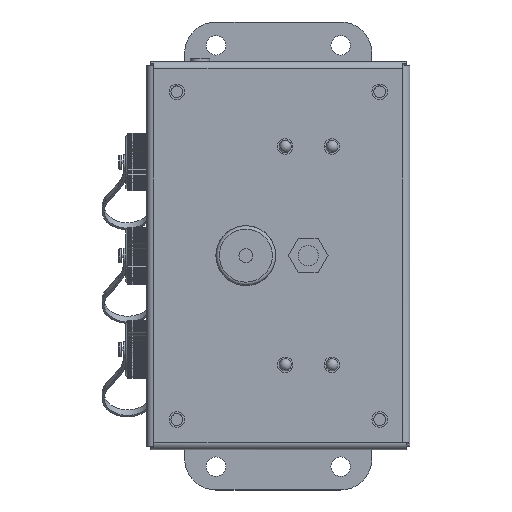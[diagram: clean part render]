
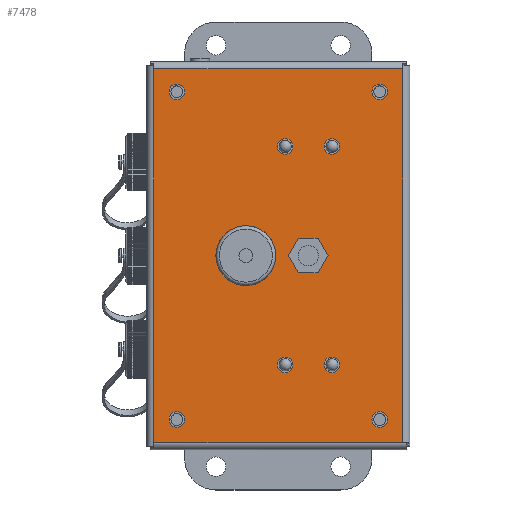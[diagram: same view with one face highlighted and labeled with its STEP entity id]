
A CAD part, top view. The second image highlights one B-rep face of the part: STEP entity #7478.
In plain terms, the highlighted planar face has unit normal (0, 0, 1).
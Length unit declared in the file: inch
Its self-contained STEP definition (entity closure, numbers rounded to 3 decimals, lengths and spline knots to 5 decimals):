
#6248=CARTESIAN_POINT('',(2.785,3.055,-2.49197));
#6249=VERTEX_POINT('',#6248);
#6250=CARTESIAN_POINT('',(2.535,3.055,-2.49197));
#6251=DIRECTION('',(0.0,0.0,-1.0));
#6252=DIRECTION('',(-1.0,0.0,0.0));
#6253=AXIS2_PLACEMENT_3D('',#6250,#6251,#6252);
#6254=CIRCLE('',#6253,0.25);
#6255=EDGE_CURVE('',#6249,#6249,#6254,.T.);
#6276=CARTESIAN_POINT('',(3.04,1.305,-2.49197));
#6277=VERTEX_POINT('',#6276);
#6278=CARTESIAN_POINT('',(2.915,1.305,-2.49197));
#6279=DIRECTION('',(0.0,0.0,-1.0));
#6280=DIRECTION('',(-1.0,0.0,0.0));
#6281=AXIS2_PLACEMENT_3D('',#6278,#6279,#6280);
#6282=CIRCLE('',#6281,0.125);
#6283=EDGE_CURVE('',#6277,#6277,#6282,.T.);
#6304=CARTESIAN_POINT('',(3.04,4.805,-2.49197));
#6305=VERTEX_POINT('',#6304);
#6306=CARTESIAN_POINT('',(2.915,4.805,-2.49197));
#6307=DIRECTION('',(0.0,0.0,-1.0));
#6308=DIRECTION('',(-1.0,0.0,0.0));
#6309=AXIS2_PLACEMENT_3D('',#6306,#6307,#6308);
#6310=CIRCLE('',#6309,0.125);
#6311=EDGE_CURVE('',#6305,#6305,#6310,.T.);
#6332=CARTESIAN_POINT('',(2.29,4.805,-2.49197));
#6333=VERTEX_POINT('',#6332);
#6334=CARTESIAN_POINT('',(2.165,4.805,-2.49197));
#6335=DIRECTION('',(0.0,0.0,-1.0));
#6336=DIRECTION('',(-1.0,0.0,0.0));
#6337=AXIS2_PLACEMENT_3D('',#6334,#6335,#6336);
#6338=CIRCLE('',#6337,0.125);
#6339=EDGE_CURVE('',#6333,#6333,#6338,.T.);
#6360=CARTESIAN_POINT('',(2.29,1.305,-2.49197));
#6361=VERTEX_POINT('',#6360);
#6362=CARTESIAN_POINT('',(2.165,1.305,-2.49197));
#6363=DIRECTION('',(0.0,0.0,-1.0));
#6364=DIRECTION('',(-1.0,0.0,0.0));
#6365=AXIS2_PLACEMENT_3D('',#6362,#6363,#6364);
#6366=CIRCLE('',#6365,0.125);
#6367=EDGE_CURVE('',#6361,#6361,#6366,.T.);
#6388=CARTESIAN_POINT('',(2.015,3.055,-2.49197));
#6389=VERTEX_POINT('',#6388);
#6390=CARTESIAN_POINT('',(1.535,3.055,-2.49197));
#6391=DIRECTION('',(0.0,0.0,-1.0));
#6392=DIRECTION('',(-1.0,0.0,0.0));
#6393=AXIS2_PLACEMENT_3D('',#6390,#6391,#6392);
#6394=CIRCLE('',#6393,0.48);
#6395=EDGE_CURVE('',#6389,#6389,#6394,.T.);
#6416=CARTESIAN_POINT('',(0.5545,0.4295,-2.49197));
#6417=VERTEX_POINT('',#6416);
#6418=CARTESIAN_POINT('',(0.4295,0.4295,-2.49197));
#6419=DIRECTION('',(0.0,0.0,-1.0));
#6420=DIRECTION('',(1.0,0.,0.0));
#6421=AXIS2_PLACEMENT_3D('',#6418,#6419,#6420);
#6422=CIRCLE('',#6421,0.125);
#6423=EDGE_CURVE('',#6417,#6417,#6422,.T.);
#6444=CARTESIAN_POINT('',(3.8055,0.4295,-2.49197));
#6445=VERTEX_POINT('',#6444);
#6446=CARTESIAN_POINT('',(3.6805,0.4295,-2.49197));
#6447=DIRECTION('',(0.0,0.0,-1.0));
#6448=DIRECTION('',(1.0,0.,0.0));
#6449=AXIS2_PLACEMENT_3D('',#6446,#6447,#6448);
#6450=CIRCLE('',#6449,0.125);
#6451=EDGE_CURVE('',#6445,#6445,#6450,.T.);
#6472=CARTESIAN_POINT('',(3.8055,5.6805,-2.49197));
#6473=VERTEX_POINT('',#6472);
#6474=CARTESIAN_POINT('',(3.6805,5.6805,-2.49197));
#6475=DIRECTION('',(0.0,0.0,-1.0));
#6476=DIRECTION('',(1.0,0.,0.0));
#6477=AXIS2_PLACEMENT_3D('',#6474,#6475,#6476);
#6478=CIRCLE('',#6477,0.125);
#6479=EDGE_CURVE('',#6473,#6473,#6478,.T.);
#6500=CARTESIAN_POINT('',(0.5545,5.6805,-2.49197));
#6501=VERTEX_POINT('',#6500);
#6502=CARTESIAN_POINT('',(0.4295,5.6805,-2.49197));
#6503=DIRECTION('',(0.0,0.0,-1.0));
#6504=DIRECTION('',(1.0,0.,0.0));
#6505=AXIS2_PLACEMENT_3D('',#6502,#6503,#6504);
#6506=CIRCLE('',#6505,0.125);
#6507=EDGE_CURVE('',#6501,#6501,#6506,.T.);
#7186=CARTESIAN_POINT('',(4.05,6.05,-2.49197));
#7187=VERTEX_POINT('',#7186);
#7378=CARTESIAN_POINT('',(4.05,0.06,-2.49197));
#7379=VERTEX_POINT('',#7378);
#7409=CARTESIAN_POINT('',(4.05,6.05,-2.49197));
#7410=DIRECTION('',(0.0,-1.0,0.0));
#7411=VECTOR('',#7410,5.99);
#7412=LINE('',#7409,#7411);
#7413=EDGE_CURVE('',#7187,#7379,#7412,.T.);
#7418=CARTESIAN_POINT('',(2.055,3.055,-2.49197));
#7419=DIRECTION('',(0.0,0.0,1.0));
#7420=DIRECTION('',(1.0,0.0,0.0));
#7421=AXIS2_PLACEMENT_3D('',#7418,#7419,#7420);
#7422=PLANE('',#7421);
#7423=CARTESIAN_POINT('',(0.06,0.06,-2.49197));
#7424=VERTEX_POINT('',#7423);
#7425=CARTESIAN_POINT('',(4.05,0.06,-2.49197));
#7426=DIRECTION('',(-1.0,0.0,0.0));
#7427=VECTOR('',#7426,3.99);
#7428=LINE('',#7425,#7427);
#7429=EDGE_CURVE('',#7379,#7424,#7428,.T.);
#7430=ORIENTED_EDGE('',*,*,#7429,.F.);
#7431=ORIENTED_EDGE('',*,*,#7413,.F.);
#7432=CARTESIAN_POINT('',(0.06,6.05,-2.49197));
#7433=VERTEX_POINT('',#7432);
#7434=CARTESIAN_POINT('',(0.06,6.05,-2.49197));
#7435=DIRECTION('',(1.0,0.0,0.0));
#7436=VECTOR('',#7435,3.99);
#7437=LINE('',#7434,#7436);
#7438=EDGE_CURVE('',#7433,#7187,#7437,.T.);
#7439=ORIENTED_EDGE('',*,*,#7438,.F.);
#7440=CARTESIAN_POINT('',(0.06,0.06,-2.49197));
#7441=DIRECTION('',(0.0,1.0,0.0));
#7442=VECTOR('',#7441,5.99);
#7443=LINE('',#7440,#7442);
#7444=EDGE_CURVE('',#7424,#7433,#7443,.T.);
#7445=ORIENTED_EDGE('',*,*,#7444,.F.);
#7446=EDGE_LOOP('',(#7430,#7431,#7439,#7445));
#7447=FACE_OUTER_BOUND('',#7446,.T.);
#7448=ORIENTED_EDGE('',*,*,#6255,.T.);
#7449=EDGE_LOOP('',(#7448));
#7450=FACE_BOUND('',#7449,.T.);
#7451=ORIENTED_EDGE('',*,*,#6283,.T.);
#7452=EDGE_LOOP('',(#7451));
#7453=FACE_BOUND('',#7452,.T.);
#7454=ORIENTED_EDGE('',*,*,#6311,.T.);
#7455=EDGE_LOOP('',(#7454));
#7456=FACE_BOUND('',#7455,.T.);
#7457=ORIENTED_EDGE('',*,*,#6339,.T.);
#7458=EDGE_LOOP('',(#7457));
#7459=FACE_BOUND('',#7458,.T.);
#7460=ORIENTED_EDGE('',*,*,#6367,.T.);
#7461=EDGE_LOOP('',(#7460));
#7462=FACE_BOUND('',#7461,.T.);
#7463=ORIENTED_EDGE('',*,*,#6395,.T.);
#7464=EDGE_LOOP('',(#7463));
#7465=FACE_BOUND('',#7464,.T.);
#7466=ORIENTED_EDGE('',*,*,#6423,.T.);
#7467=EDGE_LOOP('',(#7466));
#7468=FACE_BOUND('',#7467,.T.);
#7469=ORIENTED_EDGE('',*,*,#6451,.T.);
#7470=EDGE_LOOP('',(#7469));
#7471=FACE_BOUND('',#7470,.T.);
#7472=ORIENTED_EDGE('',*,*,#6479,.T.);
#7473=EDGE_LOOP('',(#7472));
#7474=FACE_BOUND('',#7473,.T.);
#7475=ORIENTED_EDGE('',*,*,#6507,.T.);
#7476=EDGE_LOOP('',(#7475));
#7477=FACE_BOUND('',#7476,.T.);
#7478=ADVANCED_FACE('',(#7447,#7450,#7453,#7456,#7459,#7462,#7465,#7468,#7471,#7474,#7477),#7422,.T.);
